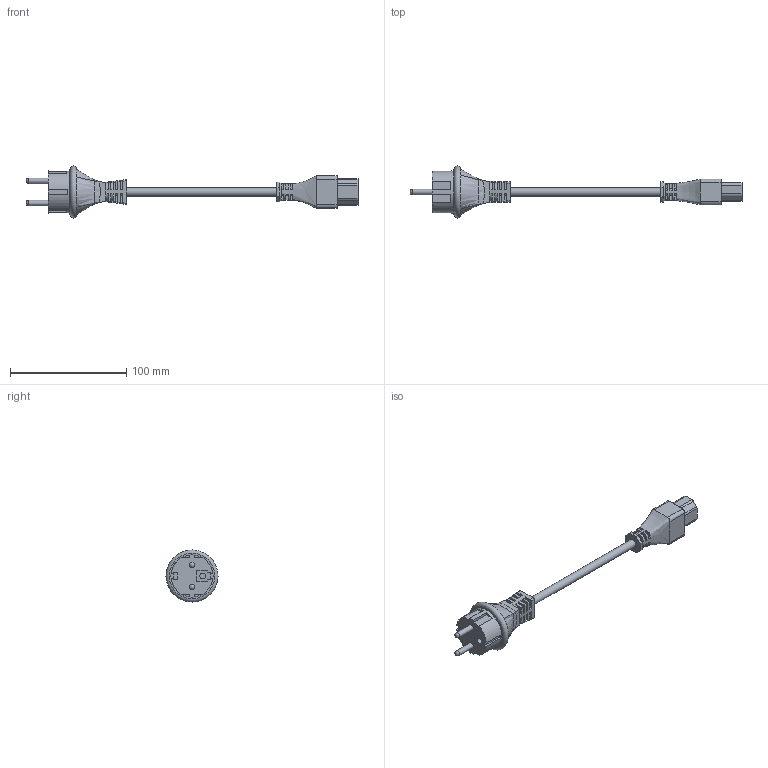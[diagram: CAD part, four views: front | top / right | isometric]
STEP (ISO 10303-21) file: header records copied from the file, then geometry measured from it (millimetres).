
FILE_DESCRIPTION (( 'STEP AP214' ), '1' );
FILE_NAME ('LCPWR-CEE7-Z-3M.STEP', '2018-01-23T14:27:32', ( '' ), ( '' ), 'SwSTEP 2.0', 'SolidWorks 2014', '' );
FILE_SCHEMA (( 'AUTOMOTIVE_DESIGN' ));
Length unit declared in the file: inch
Products named in the file (4): LCPWR-CEE7-MA2; LCPWR-CEE7-MA1; LCPWR-CEE7-MA3; LCPWR-CEE7-Z-3M
Assembly tree (3 placements, depth 2):
  LCPWR-CEE7-Z-3M
    LCPWR-CEE7-MA3
    LCPWR-CEE7-MA1
    LCPWR-CEE7-MA2
Bounding box: 285.28 x 44.7 x 44.7 mm (x, y, z)
Volume: 76425.4 mm3; surface area: 22498.1 mm2
Topology: 3 solids, 3 shells, 255 faces, 761 edges, 504 vertices
Faces by surface type: plane 190, cylinder 53, bspline 9, sphere 2, torus 1
Full cylindrical faces by diameter (mm): 4.75 x2, 5.08 x1, 6.998 x1, 7 x1, 7.01 x1, 36.119 x1
Entity records: 11888 total; most frequent: CARTESIAN_POINT 4130, ORIENTED_EDGE 1482, DIRECTION 1228, EDGE_CURVE 741, VECTOR 518, LINE 518, VERTEX_POINT 495, AXIS2_PLACEMENT_3D 355
